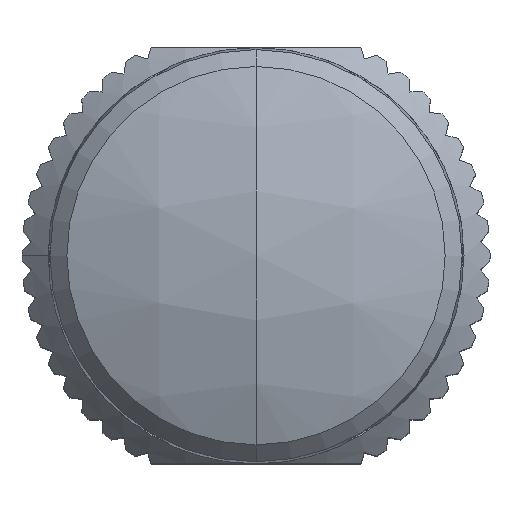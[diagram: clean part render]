
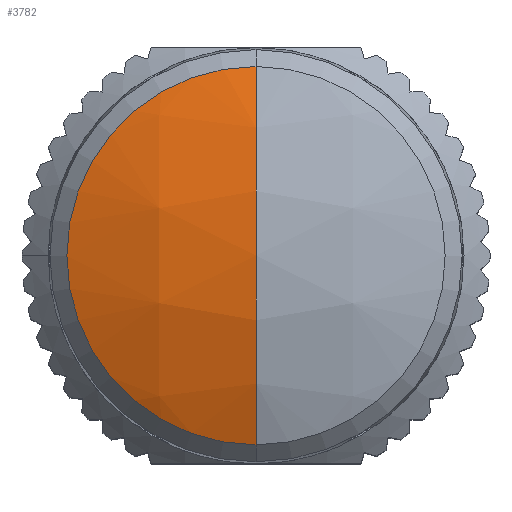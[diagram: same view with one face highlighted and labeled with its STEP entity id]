
A CAD part, top view. The second image highlights one B-rep face of the part: STEP entity #3782.
In plain terms, the highlighted spherical face has radius 18.583 mm.
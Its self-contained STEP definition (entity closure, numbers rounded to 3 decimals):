
#382 = ORIENTED_EDGE ( 'NONE', *, *, #12072, .F. ) ;
#1538 = CARTESIAN_POINT ( 'NONE',  ( 0., 1.517, 0. ) ) ;
#2370 = DIRECTION ( 'NONE',  ( 1., 0., 0. ) ) ;
#2558 = SPHERICAL_SURFACE ( 'NONE', #14189, 18.583 ) ;
#2805 = AXIS2_PLACEMENT_3D ( 'NONE', #1538, #6255, #3786 ) ;
#2832 = CARTESIAN_POINT ( 'NONE',  ( -7.276, 1.517, 0. ) ) ;
#3782 = ADVANCED_FACE ( 'NONE', ( #9246 ), #2558, .T. ) ;
#3786 = DIRECTION ( 'NONE',  ( 1., 0., 0. ) ) ;
#4289 = ORIENTED_EDGE ( 'NONE', *, *, #9688, .T. ) ;
#4319 = AXIS2_PLACEMENT_3D ( 'NONE', #11856, #11950, #9587 ) ;
#4808 = DIRECTION ( 'NONE',  ( 0., 0., 1. ) ) ;
#5156 = VERTEX_POINT ( 'NONE', #9500 ) ;
#5171 = DIRECTION ( 'NONE',  ( 1., 0., 0. ) ) ;
#6121 = VERTEX_POINT ( 'NONE', #15121 ) ;
#6255 = DIRECTION ( 'NONE',  ( 0., 1., 0. ) ) ;
#7167 = EDGE_CURVE ( 'NONE', #5156, #7259, #8791, .T. ) ;
#7259 = VERTEX_POINT ( 'NONE', #2832 ) ;
#7266 = CARTESIAN_POINT ( 'NONE',  ( 0., -15.583, 0. ) ) ;
#8791 = CIRCLE ( 'NONE', #13334, 18.583 ) ;
#9246 = FACE_OUTER_BOUND ( 'NONE', #9326, .T. ) ;
#9326 = EDGE_LOOP ( 'NONE', ( #382, #13360, #4289 ) ) ;
#9500 = CARTESIAN_POINT ( 'NONE',  ( 0., 3., 0. ) ) ;
#9587 = DIRECTION ( 'NONE',  ( -1., 0., 0. ) ) ;
#9688 = EDGE_CURVE ( 'NONE', #7259, #6121, #12497, .T. ) ;
#9715 = CARTESIAN_POINT ( 'NONE',  ( 0., -15.583, 0. ) ) ;
#11190 = CIRCLE ( 'NONE', #4319, 18.583 ) ;
#11856 = CARTESIAN_POINT ( 'NONE',  ( 0., -15.583, 0. ) ) ;
#11950 = DIRECTION ( 'NONE',  ( 0., 0., -1. ) ) ;
#12072 = EDGE_CURVE ( 'NONE', #5156, #6121, #11190, .T. ) ;
#12227 = DIRECTION ( 'NONE',  ( 0., 0., 1. ) ) ;
#12497 = CIRCLE ( 'NONE', #2805, 7.276 ) ;
#13334 = AXIS2_PLACEMENT_3D ( 'NONE', #9715, #12227, #5171 ) ;
#13360 = ORIENTED_EDGE ( 'NONE', *, *, #7167, .T. ) ;
#14189 = AXIS2_PLACEMENT_3D ( 'NONE', #7266, #4808, #2370 ) ;
#15121 = CARTESIAN_POINT ( 'NONE',  ( 7.276, 1.517, 0. ) ) ;
